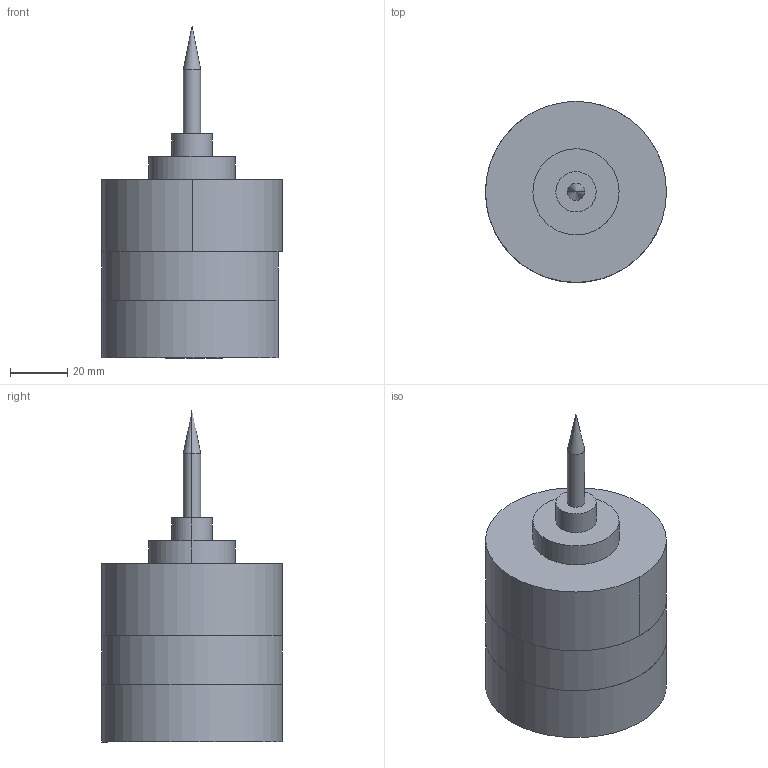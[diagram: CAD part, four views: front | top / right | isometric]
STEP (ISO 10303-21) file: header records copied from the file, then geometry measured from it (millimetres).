
FILE_DESCRIPTION(/* description */ (''),/* implementation_level */ '2;1');
FILE_NAME(/* name */ 'MEASUR~1',/* time_stamp */ '2017-07-24T10:16:14+02:00',/* author */ (''),/* organization */ (''),/* preprocessor_version */ 'ST-DEVELOPER v15',/* originating_system */ '',/* authorisation */ '');
FILE_SCHEMA (('AUTOMOTIVE_DESIGN'));
Length unit declared in the file: millimetre
Products named in the file (1): Document
Bounding box: 62.99 x 63 x 115.6 mm (x, y, z)
Volume: 201255 mm3; surface area: 34006.1 mm2
Topology: 4 solids, 4 shells, 23 faces, 40 edges, 25 vertices
Faces by surface type: bspline 14, plane 9
Entity records: 615 total; most frequent: CARTESIAN_POINT 340, ORIENTED_EDGE 76, EDGE_CURVE 38, EDGE_LOOP 25, VERTEX_POINT 25, ADVANCED_FACE 23, FACE_OUTER_BOUND 23, DIRECTION 13
